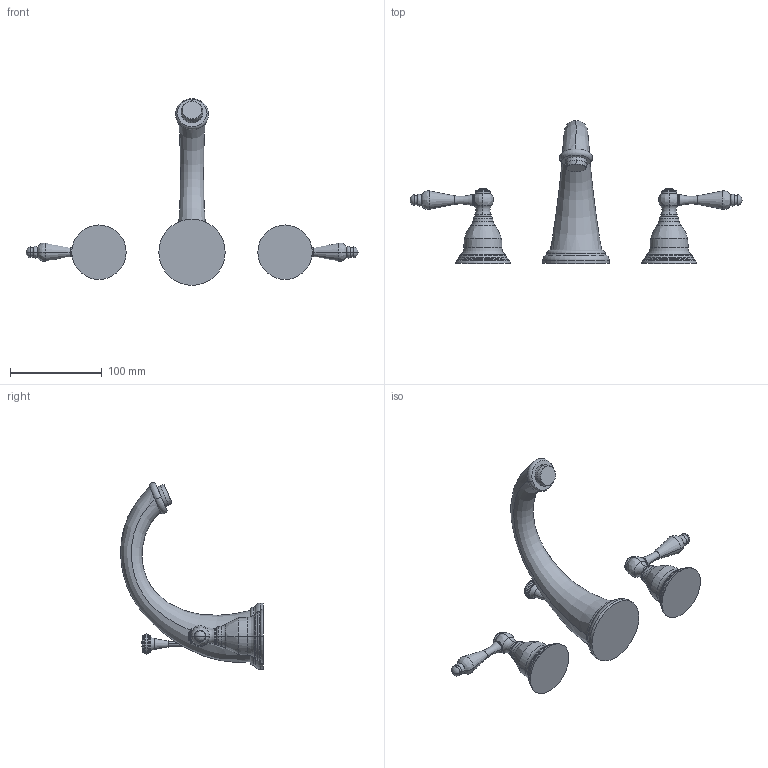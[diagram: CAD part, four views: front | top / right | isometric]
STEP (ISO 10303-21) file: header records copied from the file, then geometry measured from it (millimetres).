
FILE_DESCRIPTION((''),'2;1');
FILE_NAME('850C','2020-11-25T14:03:34',('jinson.thomas'),(''),'CREO PARAMETRIC BY PTC INC, 2018400','CREO PARAMETRIC BY PTC INC, 2018400','');
FILE_SCHEMA(('CONFIG_CONTROL_DESIGN'));
Length unit declared in the file: inch
Products named in the file (1): 850C
Bounding box: 362.56 x 155.98 x 203.88 mm (x, y, z)
Volume: 457839.9 mm3; surface area: 67613.3 mm2
Topology: 3 solids, 3 shells, 194 faces, 398 edges, 219 vertices
Faces by surface type: torus 82, cylinder 40, bspline 25, plane 23, cone 18, sphere 6
Entity records: 5989 total; most frequent: CARTESIAN_POINT 1804, DIRECTION 1022, ORIENTED_EDGE 784, AXIS2_PLACEMENT_3D 482, EDGE_CURVE 392, CIRCLE 313, VERTEX_POINT 219, EDGE_LOOP 209
